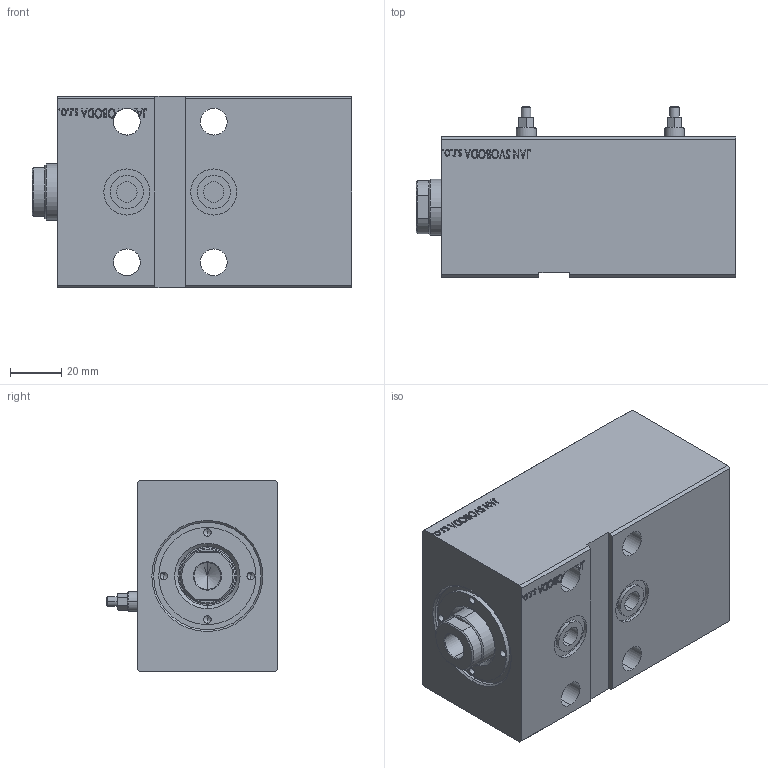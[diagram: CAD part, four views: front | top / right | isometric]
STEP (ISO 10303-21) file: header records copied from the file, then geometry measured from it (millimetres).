
FILE_DESCRIPTION (( 'STEP AP203' ), '1' );
FILE_NAME ('dfbf.STEP', '2025-12-11T12:42:27', ( '' ), ( '' ), 'SwSTEP 2.0', 'SolidWorks 2019', '' );
FILE_SCHEMA (( 'CONFIG_CONTROL_DESIGN' ));
Length unit declared in the file: millimetre
Products named in the file (5): V500CZ_B_VC e40b90383e631e51da9e5560be3a1b15; V500CZ_VCP_E e40b90383e631e51da9e5560be3a1b15; Zatka_Cushioning3 e40b90383e631e51da9e5560be3a1b15; dfbf; V500CZ_E e40b90383e631e51da9e5560be3a1b15
Assembly tree (5 placements, depth 2):
  dfbf
    V500CZ_E e40b90383e631e51da9e5560be3a1b15
    V500CZ_VCP_E e40b90383e631e51da9e5560be3a1b15
    V500CZ_B_VC e40b90383e631e51da9e5560be3a1b15
    Zatka_Cushioning3 e40b90383e631e51da9e5560be3a1b15  x2
Bounding box: 125 x 67 x 75 mm (x, y, z)
Volume: 444676.7 mm3; surface area: 73034.7 mm2
Topology: 5 solids, 5 shells, 856 faces, 2168 edges, 1425 vertices
Faces by surface type: plane 400, bspline 350, cylinder 66, cone 40
Entity records: 41737 total; most frequent: CARTESIAN_POINT 23452, ORIENTED_EDGE 4204, DIRECTION 2514, EDGE_CURVE 2102, VERTEX_POINT 1391, VECTOR 1232, LINE 1232, EDGE_LOOP 949
